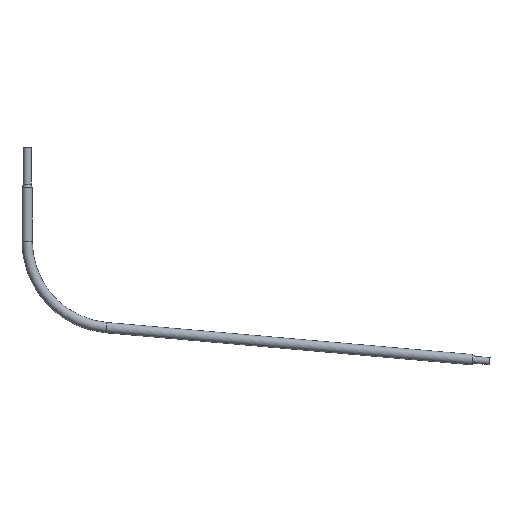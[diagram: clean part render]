
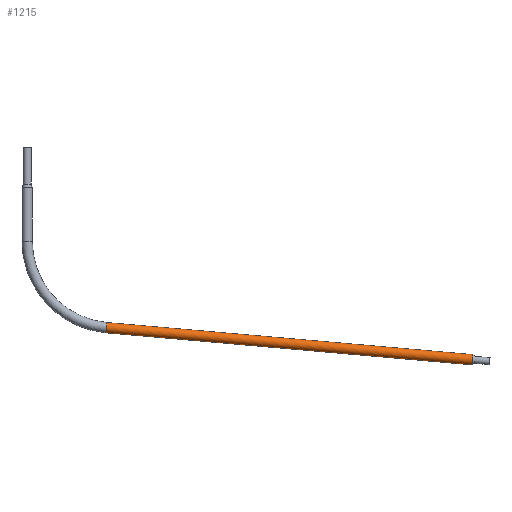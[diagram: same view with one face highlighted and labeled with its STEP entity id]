
A CAD part, top view. The second image highlights one B-rep face of the part: STEP entity #1215.
In plain terms, the highlighted cylindrical face has radius 44.45 mm (diameter 88.9 mm), a partial arc.
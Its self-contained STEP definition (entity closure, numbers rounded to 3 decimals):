
#8 = AXIS2_PLACEMENT_3D ( 'NONE', #1285, #626, #1658 ) ;
#30 = FACE_OUTER_BOUND ( 'NONE', #950, .T. ) ;
#337 = AXIS2_PLACEMENT_3D ( 'NONE', #648, #1083, #559 ) ;
#442 = VECTOR ( 'NONE', #1229, 1000. ) ;
#559 = DIRECTION ( 'NONE',  ( -0.087, 0., 0.996 ) ) ;
#595 = DIRECTION ( 'NONE',  ( 0.996, 0., 0.087 ) ) ;
#626 = DIRECTION ( 'NONE',  ( 0.996, 0., 0.087 ) ) ;
#648 = CARTESIAN_POINT ( 'NONE',  ( 684.633, 0., 1210.023 ) ) ;
#685 = LINE ( 'NONE', #1208, #1318 ) ;
#804 = ORIENTED_EDGE ( 'NONE', *, *, #979, .T. ) ;
#831 = CIRCLE ( 'NONE', #8, 44.45 ) ;
#834 = CARTESIAN_POINT ( 'NONE',  ( 3846.626, 0., 1531.281 ) ) ;
#849 = EDGE_CURVE ( 'NONE', #908, #1063, #685, .T. ) ;
#865 = DIRECTION ( 'NONE',  ( -0.087, 0., 0.996 ) ) ;
#908 = VERTEX_POINT ( 'NONE', #962 ) ;
#943 = CARTESIAN_POINT ( 'NONE',  ( 680.759, 0., 1254.303 ) ) ;
#950 = EDGE_LOOP ( 'NONE', ( #1494, #1471, #804, #1231 ) ) ;
#952 = CYLINDRICAL_SURFACE ( 'NONE', #337, 44.45 ) ;
#962 = CARTESIAN_POINT ( 'NONE',  ( 688.507, 0., 1165.742 ) ) ;
#979 = EDGE_CURVE ( 'NONE', #1221, #1583, #992, .T. ) ;
#992 = LINE ( 'NONE', #1112, #442 ) ;
#996 = EDGE_CURVE ( 'NONE', #1063, #1583, #1326, .T. ) ;
#1063 = VERTEX_POINT ( 'NONE', #1279 ) ;
#1083 = DIRECTION ( 'NONE',  ( 0.996, 0., 0.087 ) ) ;
#1112 = CARTESIAN_POINT ( 'NONE',  ( 680.759, 0., 1254.303 ) ) ;
#1138 = EDGE_CURVE ( 'NONE', #908, #1221, #831, .T. ) ;
#1208 = CARTESIAN_POINT ( 'NONE',  ( 688.507, 0., 1165.742 ) ) ;
#1215 = ADVANCED_FACE ( 'NONE', ( #30 ), #952, .T. ) ;
#1219 = DIRECTION ( 'NONE',  ( 0.996, 0., 0.087 ) ) ;
#1221 = VERTEX_POINT ( 'NONE', #943 ) ;
#1229 = DIRECTION ( 'NONE',  ( 0.996, 0., 0.087 ) ) ;
#1231 = ORIENTED_EDGE ( 'NONE', *, *, #996, .F. ) ;
#1279 = CARTESIAN_POINT ( 'NONE',  ( 3854.374, 0., 1442.719 ) ) ;
#1285 = CARTESIAN_POINT ( 'NONE',  ( 684.633, 0., 1210.023 ) ) ;
#1318 = VECTOR ( 'NONE', #1219, 1000. ) ;
#1326 = CIRCLE ( 'NONE', #1543, 44.45 ) ;
#1399 = CARTESIAN_POINT ( 'NONE',  ( 3850.5, 0., 1487. ) ) ;
#1471 = ORIENTED_EDGE ( 'NONE', *, *, #1138, .T. ) ;
#1494 = ORIENTED_EDGE ( 'NONE', *, *, #849, .F. ) ;
#1543 = AXIS2_PLACEMENT_3D ( 'NONE', #1399, #595, #865 ) ;
#1583 = VERTEX_POINT ( 'NONE', #834 ) ;
#1658 = DIRECTION ( 'NONE',  ( -0.087, 0., 0.996 ) ) ;
